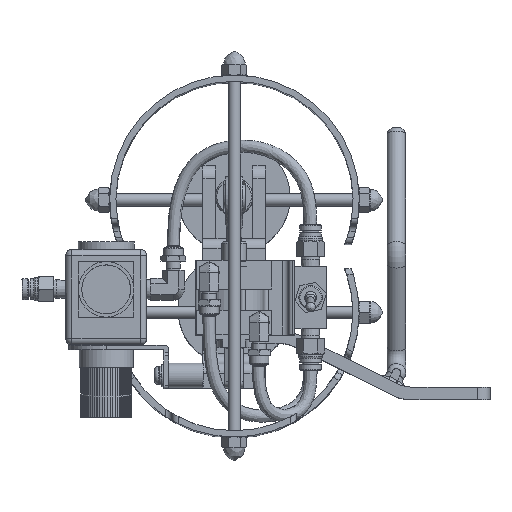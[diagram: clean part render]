
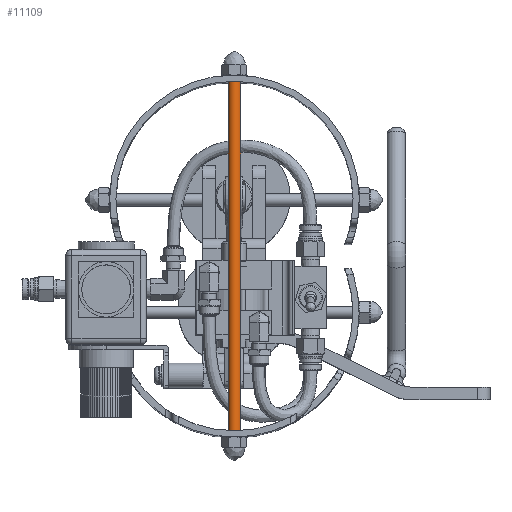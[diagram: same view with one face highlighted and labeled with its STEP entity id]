
A CAD part, top view. The second image highlights one B-rep face of the part: STEP entity #11109.
In plain terms, the highlighted cylindrical face has radius 3.175 mm (diameter 6.35 mm), a full revolution.
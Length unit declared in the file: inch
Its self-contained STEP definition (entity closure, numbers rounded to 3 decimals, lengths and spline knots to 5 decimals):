
#2926=FACE_BOUND('',#4177,.T.);
#3418=FACE_OUTER_BOUND('',#4176,.T.);
#4176=EDGE_LOOP('',(#9226));
#4177=EDGE_LOOP('',(#9227));
#4912=CIRCLE('',#12303,0.125);
#4914=CIRCLE('',#12306,0.125);
#5668=VERTEX_POINT('',#19550);
#5670=VERTEX_POINT('',#19555);
#6945=EDGE_CURVE('',#5668,#5668,#4912,.T.);
#6947=EDGE_CURVE('',#5670,#5670,#4914,.T.);
#9226=ORIENTED_EDGE('',*,*,#6947,.F.);
#9227=ORIENTED_EDGE('',*,*,#6945,.F.);
#10638=CYLINDRICAL_SURFACE('',#12305,0.125);
#11109=ADVANCED_FACE('',(#3418,#2926),#10638,.T.);
#12303=AXIS2_PLACEMENT_3D('',#19551,#14689,#14690);
#12305=AXIS2_PLACEMENT_3D('',#19554,#14693,#14694);
#12306=AXIS2_PLACEMENT_3D('',#19556,#14695,#14696);
#14689=DIRECTION('center_axis',(1.,0.,0.));
#14690=DIRECTION('ref_axis',(0.,-1.,0.));
#14693=DIRECTION('center_axis',(1.,0.,0.));
#14694=DIRECTION('ref_axis',(0.,-1.,0.));
#14695=DIRECTION('center_axis',(-1.,0.,0.));
#14696=DIRECTION('ref_axis',(0.,-1.,0.));
#19550=CARTESIAN_POINT('',(7.72,0.125,0.));
#19551=CARTESIAN_POINT('Origin',(7.72,0.,0.));
#19554=CARTESIAN_POINT('Origin',(0.,0.,0.));
#19555=CARTESIAN_POINT('',(0.03,0.125,0.));
#19556=CARTESIAN_POINT('Origin',(0.03,0.,0.));
